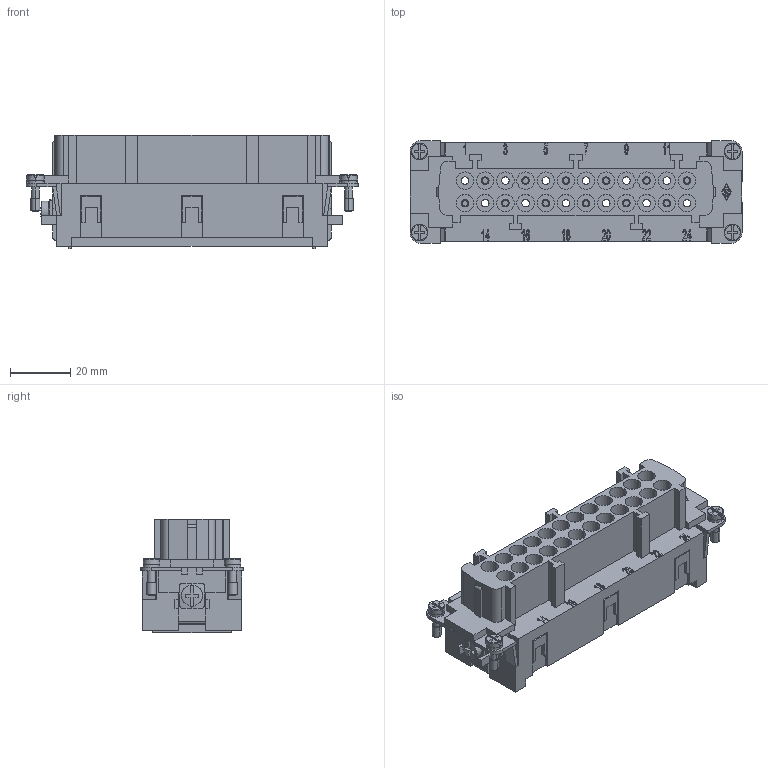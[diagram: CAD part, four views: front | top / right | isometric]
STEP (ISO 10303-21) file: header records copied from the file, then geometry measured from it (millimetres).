
FILE_DESCRIPTION((''),'2;1');
FILE_NAME('CMCEF 10.stp','2006-10-31T16:03:26',('gembarski'),(''),'Autodesk Inventor 7','Autodesk Inventor 7','');
FILE_SCHEMA(('AUTOMOTIVE_DESIGN { 1 0 10303 214 1 1 1 1 }'));
Length unit declared in the file: millimetre
Products named in the file (1): CMCEF 10
Bounding box: 110.3 x 34 x 37.8 mm (x, y, z)
Volume: 75119.1 mm3; surface area: 31420.9 mm2
Topology: 1 solids, 2 shells, 1375 faces, 3638 edges, 2405 vertices
Faces by surface type: bspline 630, plane 591, cylinder 114, torus 32, sphere 4, cone 4
Entity records: 46270 total; most frequent: CARTESIAN_POINT 14409, ORIENTED_EDGE 7280, DIRECTION 5313, EDGE_CURVE 3640, VERTEX_POINT 2405, VECTOR 2403, LINE 2403, EDGE_LOOP 1561
